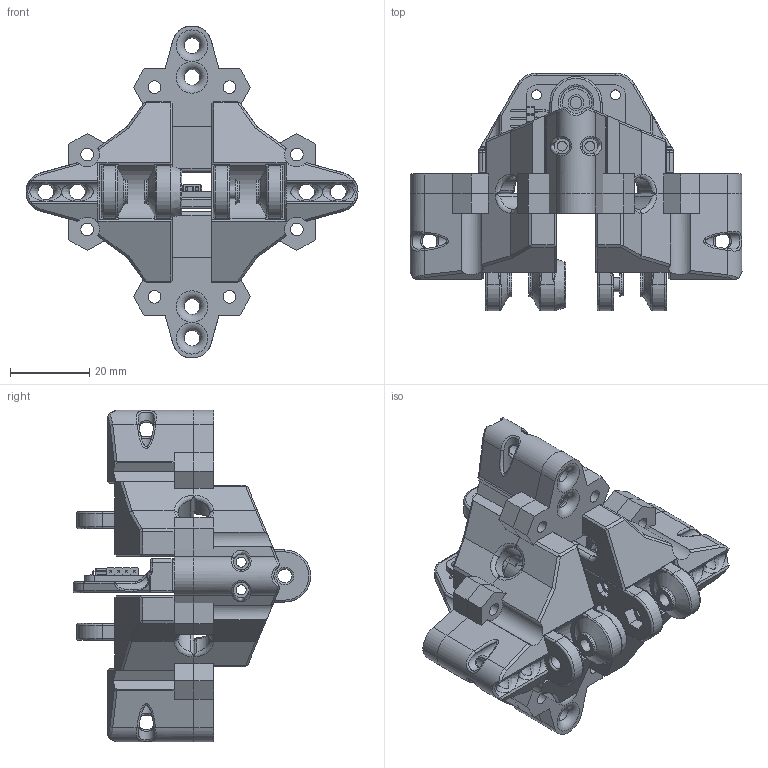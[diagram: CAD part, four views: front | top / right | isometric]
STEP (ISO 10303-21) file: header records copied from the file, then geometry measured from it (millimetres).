
FILE_DESCRIPTION(/* description */ (''),/* implementation_level */ '2;1');
FILE_NAME(/* name */ 'link10.stp',/* time_stamp */ '2019-04-14T19:16:13+01:00',/* author */ ('alfred.wilmot'),/* organization */ (''),/* preprocessor_version */ 'ST-DEVELOPER v18',/* originating_system */ 'Autodesk Translation Framework v8.2.0.1029',/* authorisation */ '');
FILE_SCHEMA (('AUTOMOTIVE_DESIGN { 1 0 10303 214 3 1 1 }'));
Products named in the file (22): link_1; top_distal_disk; normalBearingSideMount_v2; bearing_side_mount_withMagnetHolder_v2; outerSideBearingMounts_v2; bottom_proximal_disk (1); bearing_reciever_3*8*4_v2; bearing_reciever_3*8*4_v2 (1); 3*8*4mm small double shileded bearing (693ZZ) v3; AS5600_ANALOG_TO_I2C_mount_v2; AS5600_ANALOG_TO_I2C_v1 v5; PinHeader_1x04_P2; SOLID; SOT-23-5; SOLID (1); C_0805_2012Metric; SOIC-8_3.9x4; SOLID (3); COMPOUND; C_0805_2012Metric (1); SOLID (2); joint_ref_sketch
Assembly tree (24 placements, depth 5):
  link_1
    top_distal_disk
      outerSideBearingMounts_v2  x2
      normalBearingSideMount_v2
      bearing_side_mount_withMagnetHolder_v2
    bottom_proximal_disk (1)
      bearing_reciever_3*8*4_v2
        3*8*4mm small double shileded bearing (693ZZ) v3
      bearing_reciever_3*8*4_v2 (1)
        3*8*4mm small double shileded bearing (693ZZ) v3
    AS5600_ANALOG_TO_I2C_mount_v2
      AS5600_ANALOG_TO_I2C_v1 v5
        PinHeader_1x04_P2
          SOLID
        SOT-23-5
          SOLID (1)
        C_0805_2012Metric
          SOLID (2)
        SOIC-8_3.9x4
          SOLID (3)
        COMPOUND
        C_0805_2012Metric (1)
          SOLID (2)
    joint_ref_sketch
Bounding box: 84 x 60.15 x 83.99 mm (x, y, z)
Volume: 70963.2 mm3; surface area: 40591.1 mm2
Topology: 17 solids, 17 shells, 1685 faces, 4444 edges, 2774 vertices
Faces by surface type: plane 892, cylinder 410, bspline 188, torus 134, sphere 44, cone 17
Full cylindrical faces by diameter (mm): 0.6 x1, 0.8 x4, 2.5 x38, 2.75 x2, 3 x2, 3.2 x16, 3.5 x4, 4 x28, 4.25 x2, 5.5 x1, 6 x3, 6.582 x1, 7 x4, 8 x4
Entity records: 64139 total; most frequent: CARTESIAN_POINT 23515, ORIENTED_EDGE 8458, DIRECTION 8035, EDGE_CURVE 4229, AXIS2_PLACEMENT_3D 2750, VERTEX_POINT 2652, LINE 2535, VECTOR 2535
